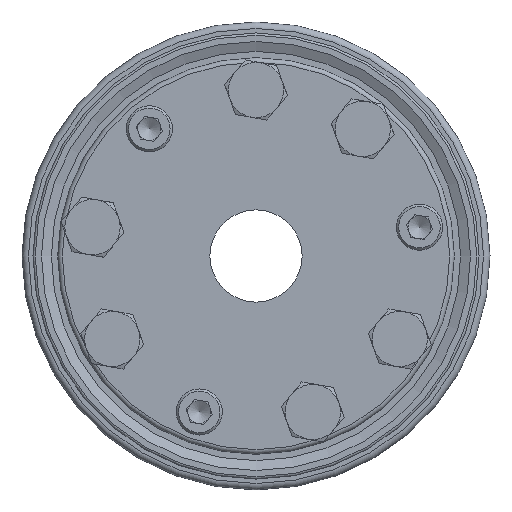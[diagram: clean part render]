
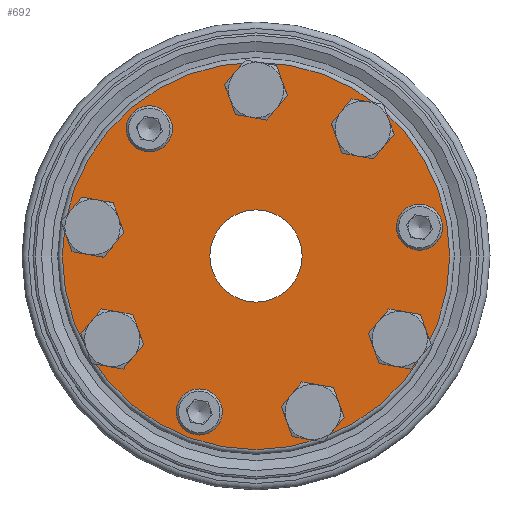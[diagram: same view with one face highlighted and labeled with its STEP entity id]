
A CAD part, left-side view. The second image highlights one B-rep face of the part: STEP entity #692.
In plain terms, the highlighted planar face has unit normal (-1, 0, 0).
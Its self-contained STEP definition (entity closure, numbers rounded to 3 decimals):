
#692 = ADVANCED_FACE( '', ( #1792, #1793, #1794, #1795, #1796, #1797, #1798, #1799, #1800, #1801, #1802 ), #1803, .T. );
#1792 = FACE_OUTER_BOUND( '', #3469, .T. );
#1793 = FACE_BOUND( '', #3470, .T. );
#1794 = FACE_BOUND( '', #3471, .T. );
#1795 = FACE_BOUND( '', #3472, .T. );
#1796 = FACE_BOUND( '', #3473, .T. );
#1797 = FACE_BOUND( '', #3474, .T. );
#1798 = FACE_BOUND( '', #3475, .T. );
#1799 = FACE_BOUND( '', #3476, .T. );
#1800 = FACE_BOUND( '', #3477, .T. );
#1801 = FACE_BOUND( '', #3478, .T. );
#1802 = FACE_BOUND( '', #3479, .T. );
#1803 = PLANE( '', #3480 );
#3469 = EDGE_LOOP( '', ( #5539 ) );
#3470 = EDGE_LOOP( '', ( #5540 ) );
#3471 = EDGE_LOOP( '', ( #5541 ) );
#3472 = EDGE_LOOP( '', ( #5542 ) );
#3473 = EDGE_LOOP( '', ( #5543 ) );
#3474 = EDGE_LOOP( '', ( #5544 ) );
#3475 = EDGE_LOOP( '', ( #5545 ) );
#3476 = EDGE_LOOP( '', ( #5546 ) );
#3477 = EDGE_LOOP( '', ( #5547 ) );
#3478 = EDGE_LOOP( '', ( #5548 ) );
#3479 = EDGE_LOOP( '', ( #5549 ) );
#3480 = AXIS2_PLACEMENT_3D( '', #5550, #5551, #5552 );
#5539 = ORIENTED_EDGE( '', *, *, #8615, .T. );
#5540 = ORIENTED_EDGE( '', *, *, #8616, .F. );
#5541 = ORIENTED_EDGE( '', *, *, #8617, .F. );
#5542 = ORIENTED_EDGE( '', *, *, #8618, .F. );
#5543 = ORIENTED_EDGE( '', *, *, #8619, .F. );
#5544 = ORIENTED_EDGE( '', *, *, #8620, .F. );
#5545 = ORIENTED_EDGE( '', *, *, #8621, .F. );
#5546 = ORIENTED_EDGE( '', *, *, #8430, .F. );
#5547 = ORIENTED_EDGE( '', *, *, #8622, .F. );
#5548 = ORIENTED_EDGE( '', *, *, #8623, .F. );
#5549 = ORIENTED_EDGE( '', *, *, #8416, .T. );
#5550 = CARTESIAN_POINT( '', ( -76.279, -6.498, -17.854 ) );
#5551 = DIRECTION( '', ( -1., 0., 0. ) );
#5552 = DIRECTION( '', ( 0., -0.342, -0.94 ) );
#8416 = EDGE_CURVE( '', #9824, #9824, #9825, .F. );
#8430 = EDGE_CURVE( '', #9847, #9847, #9848, .T. );
#8615 = EDGE_CURVE( '', #10141, #10141, #10142, .T. );
#8616 = EDGE_CURVE( '', #10143, #10143, #10144, .T. );
#8617 = EDGE_CURVE( '', #10145, #10145, #10146, .T. );
#8618 = EDGE_CURVE( '', #10147, #10147, #10148, .T. );
#8619 = EDGE_CURVE( '', #10149, #10149, #10150, .T. );
#8620 = EDGE_CURVE( '', #10151, #10151, #10152, .T. );
#8621 = EDGE_CURVE( '', #10153, #10153, #10154, .T. );
#8622 = EDGE_CURVE( '', #10155, #10155, #10156, .T. );
#8623 = EDGE_CURVE( '', #10157, #10157, #10158, .T. );
#9824 = VERTEX_POINT( '', #11862 );
#9825 = CIRCLE( '', #11863, 20. );
#9847 = VERTEX_POINT( '', #11885 );
#9848 = CIRCLE( '', #11886, 11.25 );
#10141 = VERTEX_POINT( '', #12384 );
#10142 = CIRCLE( '', #12385, 84. );
#10143 = VERTEX_POINT( '', #12386 );
#10144 = CIRCLE( '', #12387, 10. );
#10145 = VERTEX_POINT( '', #12388 );
#10146 = CIRCLE( '', #12389, 11.25 );
#10147 = VERTEX_POINT( '', #12390 );
#10148 = CIRCLE( '', #12391, 11.25 );
#10149 = VERTEX_POINT( '', #12392 );
#10150 = CIRCLE( '', #12393, 11.25 );
#10151 = VERTEX_POINT( '', #12394 );
#10152 = CIRCLE( '', #12395, 11.25 );
#10153 = VERTEX_POINT( '', #12396 );
#10154 = CIRCLE( '', #12397, 11.25 );
#10155 = VERTEX_POINT( '', #12398 );
#10156 = CIRCLE( '', #12399, 10. );
#10157 = VERTEX_POINT( '', #12400 );
#10158 = CIRCLE( '', #12401, 10. );
#11862 = CARTESIAN_POINT( '', ( -76.279, -20., 0. ) );
#11863 = AXIS2_PLACEMENT_3D( '', #14315, #14316, #14317 );
#11885 = CARTESIAN_POINT( '', ( -76.279, 59.656, 12.503 ) );
#11886 = AXIS2_PLACEMENT_3D( '', #14342, #14343, #14344 );
#12384 = CARTESIAN_POINT( '', ( -76.279, -28.73, -78.934 ) );
#12385 = AXIS2_PLACEMENT_3D( '', #14559, #14560, #14561 );
#12386 = CARTESIAN_POINT( '', ( -76.279, 14.625, -67.658 ) );
#12387 = AXIS2_PLACEMENT_3D( '', #14562, #14563, #14564 );
#12388 = CARTESIAN_POINT( '', ( -76.279, -35.875, -67.658 ) );
#12389 = AXIS2_PLACEMENT_3D( '', #14565, #14566, #14567 );
#12390 = CARTESIAN_POINT( '', ( -76.279, -11.25, 72. ) );
#12391 = AXIS2_PLACEMENT_3D( '', #14568, #14569, #14570 );
#12392 = CARTESIAN_POINT( '', ( -76.279, -57.531, 55.155 ) );
#12393 = AXIS2_PLACEMENT_3D( '', #14571, #14572, #14573 );
#12394 = CARTESIAN_POINT( '', ( -76.279, -73.604, -36. ) );
#12395 = AXIS2_PLACEMENT_3D( '', #14574, #14575, #14576 );
#12396 = CARTESIAN_POINT( '', ( -76.279, 51.104, -36. ) );
#12397 = AXIS2_PLACEMENT_3D( '', #14577, #14578, #14579 );
#12398 = CARTESIAN_POINT( '', ( -76.279, 36.281, 55.155 ) );
#12399 = AXIS2_PLACEMENT_3D( '', #14580, #14581, #14582 );
#12400 = CARTESIAN_POINT( '', ( -76.279, -80.906, 12.503 ) );
#12401 = AXIS2_PLACEMENT_3D( '', #14583, #14584, #14585 );
#14315 = CARTESIAN_POINT( '', ( -76.279, 0., 0. ) );
#14316 = DIRECTION( '', ( -1., 0., 0. ) );
#14317 = DIRECTION( '', ( 0., -1., 0. ) );
#14342 = CARTESIAN_POINT( '', ( -76.279, 70.906, 12.503 ) );
#14343 = DIRECTION( '', ( -1., 0., 0. ) );
#14344 = DIRECTION( '', ( 0., -1., 0. ) );
#14559 = CARTESIAN_POINT( '', ( -76.279, 0., 0. ) );
#14560 = DIRECTION( '', ( -1., 0., 0. ) );
#14561 = DIRECTION( '', ( 0., -0.342, -0.94 ) );
#14562 = CARTESIAN_POINT( '', ( -76.279, 24.625, -67.658 ) );
#14563 = DIRECTION( '', ( -1., 0., 0. ) );
#14564 = DIRECTION( '', ( 0., -1., 0. ) );
#14565 = CARTESIAN_POINT( '', ( -76.279, -24.625, -67.658 ) );
#14566 = DIRECTION( '', ( -1., 0., 0. ) );
#14567 = DIRECTION( '', ( 0., -1., 0. ) );
#14568 = CARTESIAN_POINT( '', ( -76.279, 0., 72. ) );
#14569 = DIRECTION( '', ( -1., 0., 0. ) );
#14570 = DIRECTION( '', ( 0., -1., 0. ) );
#14571 = CARTESIAN_POINT( '', ( -76.279, -46.281, 55.155 ) );
#14572 = DIRECTION( '', ( -1., 0., 0. ) );
#14573 = DIRECTION( '', ( 0., -1., 0. ) );
#14574 = CARTESIAN_POINT( '', ( -76.279, -62.354, -36. ) );
#14575 = DIRECTION( '', ( -1., 0., 0. ) );
#14576 = DIRECTION( '', ( 0., -1., 0. ) );
#14577 = CARTESIAN_POINT( '', ( -76.279, 62.354, -36. ) );
#14578 = DIRECTION( '', ( -1., 0., 0. ) );
#14579 = DIRECTION( '', ( 0., -1., 0. ) );
#14580 = CARTESIAN_POINT( '', ( -76.279, 46.281, 55.155 ) );
#14581 = DIRECTION( '', ( -1., 0., 0. ) );
#14582 = DIRECTION( '', ( 0., -1., 0. ) );
#14583 = CARTESIAN_POINT( '', ( -76.279, -70.906, 12.503 ) );
#14584 = DIRECTION( '', ( -1., 0., 0. ) );
#14585 = DIRECTION( '', ( 0., -1., 0. ) );
